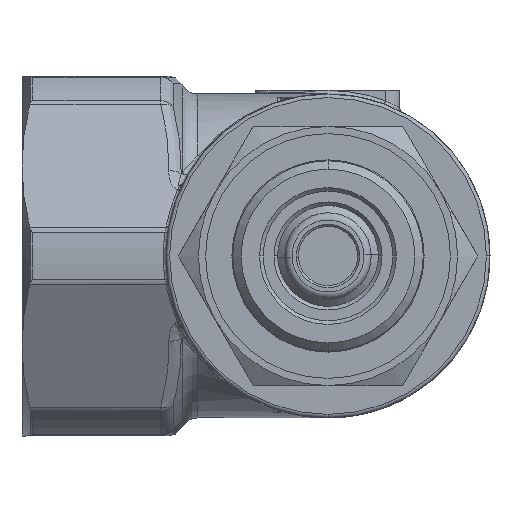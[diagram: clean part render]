
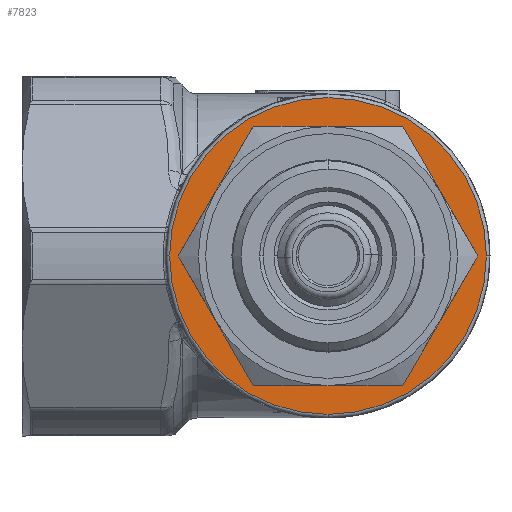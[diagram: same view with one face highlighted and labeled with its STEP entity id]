
A CAD part, front view. The second image highlights one B-rep face of the part: STEP entity #7823.
In plain terms, the highlighted planar face has unit normal (0, -1, 0).
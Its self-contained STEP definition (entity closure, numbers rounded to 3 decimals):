
#245 = VERTEX_POINT ( 'NONE', #38726 ) ;
#1399 = PLANE ( 'NONE',  #27117 ) ;
#1407 = CARTESIAN_POINT ( 'NONE',  ( 0., 7.5, 0. ) ) ;
#2167 = ORIENTED_EDGE ( 'NONE', *, *, #39188, .T. ) ;
#3383 = DIRECTION ( 'NONE',  ( 0., -1., 0. ) ) ;
#4385 = DIRECTION ( 'NONE',  ( 0., -1., 0. ) ) ;
#6384 = CARTESIAN_POINT ( 'NONE',  ( 0., 7.5, 0. ) ) ;
#7344 = FACE_OUTER_BOUND ( 'NONE', #30850, .T. ) ;
#7796 = ORIENTED_EDGE ( 'NONE', *, *, #30384, .T. ) ;
#7823 = ADVANCED_FACE ( 'NONE', ( #13530, #7344 ), #1399, .T. ) ;
#9146 = AXIS2_PLACEMENT_3D ( 'NONE', #6384, #3383, #15540 ) ;
#9312 = CIRCLE ( 'NONE', #21386, 17.75 ) ;
#9511 = EDGE_CURVE ( 'NONE', #36196, #10612, #9312, .T. ) ;
#9538 = CIRCLE ( 'NONE', #17766, 17.75 ) ;
#10098 = CARTESIAN_POINT ( 'NONE',  ( 0., 7.5, 0. ) ) ;
#10146 = CARTESIAN_POINT ( 'NONE',  ( 0., 7.5, 0. ) ) ;
#10323 = CARTESIAN_POINT ( 'NONE',  ( 0., 7.5, 0. ) ) ;
#10337 = DIRECTION ( 'NONE',  ( 0., -1., 0. ) ) ;
#10428 = CARTESIAN_POINT ( 'NONE',  ( 0., 7.5, 17.75 ) ) ;
#10612 = VERTEX_POINT ( 'NONE', #13084 ) ;
#13084 = CARTESIAN_POINT ( 'NONE',  ( 0., 7.5, -17.75 ) ) ;
#13530 = FACE_BOUND ( 'NONE', #34670, .T. ) ;
#14934 = CARTESIAN_POINT ( 'NONE',  ( 0., 7.5, -22. ) ) ;
#15540 = DIRECTION ( 'NONE',  ( 0., 0., -1. ) ) ;
#16054 = CIRCLE ( 'NONE', #34370, 22. ) ;
#17766 = AXIS2_PLACEMENT_3D ( 'NONE', #1407, #32358, #29369 ) ;
#18811 = ORIENTED_EDGE ( 'NONE', *, *, #9511, .T. ) ;
#19976 = VERTEX_POINT ( 'NONE', #23322 ) ;
#21386 = AXIS2_PLACEMENT_3D ( 'NONE', #10323, #31338, #34326 ) ;
#22275 = DIRECTION ( 'NONE',  ( 0., 0., -1. ) ) ;
#23322 = CARTESIAN_POINT ( 'NONE',  ( -22., 7.5, 0. ) ) ;
#25367 = CIRCLE ( 'NONE', #34214, 22. ) ;
#25825 = DIRECTION ( 'NONE',  ( 0., 0., -1. ) ) ;
#27117 = AXIS2_PLACEMENT_3D ( 'NONE', #10146, #10337, #25825 ) ;
#27946 = EDGE_CURVE ( 'NONE', #19976, #33865, #25367, .T. ) ;
#28967 = ORIENTED_EDGE ( 'NONE', *, *, #27946, .T. ) ;
#29369 = DIRECTION ( 'NONE',  ( 0., 0., -1. ) ) ;
#30058 = CIRCLE ( 'NONE', #9146, 22. ) ;
#30384 = EDGE_CURVE ( 'NONE', #33865, #245, #16054, .T. ) ;
#30850 = EDGE_LOOP ( 'NONE', ( #35626, #28967, #7796 ) ) ;
#31338 = DIRECTION ( 'NONE',  ( 0., 1., 0. ) ) ;
#32358 = DIRECTION ( 'NONE',  ( 0., 1., 0. ) ) ;
#33143 = EDGE_CURVE ( 'NONE', #245, #19976, #30058, .T. ) ;
#33865 = VERTEX_POINT ( 'NONE', #14934 ) ;
#33913 = DIRECTION ( 'NONE',  ( 0., 0., -1. ) ) ;
#34214 = AXIS2_PLACEMENT_3D ( 'NONE', #34744, #4385, #22275 ) ;
#34326 = DIRECTION ( 'NONE',  ( 0., 0., -1. ) ) ;
#34370 = AXIS2_PLACEMENT_3D ( 'NONE', #10098, #37063, #33913 ) ;
#34670 = EDGE_LOOP ( 'NONE', ( #2167, #18811 ) ) ;
#34744 = CARTESIAN_POINT ( 'NONE',  ( 0., 7.5, 0. ) ) ;
#35626 = ORIENTED_EDGE ( 'NONE', *, *, #33143, .T. ) ;
#36196 = VERTEX_POINT ( 'NONE', #10428 ) ;
#37063 = DIRECTION ( 'NONE',  ( 0., -1., 0. ) ) ;
#38726 = CARTESIAN_POINT ( 'NONE',  ( 22., 7.5, 0. ) ) ;
#39188 = EDGE_CURVE ( 'NONE', #10612, #36196, #9538, .T. ) ;
